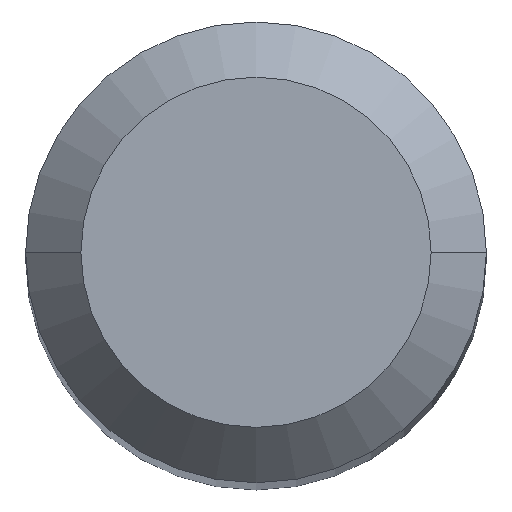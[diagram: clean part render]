
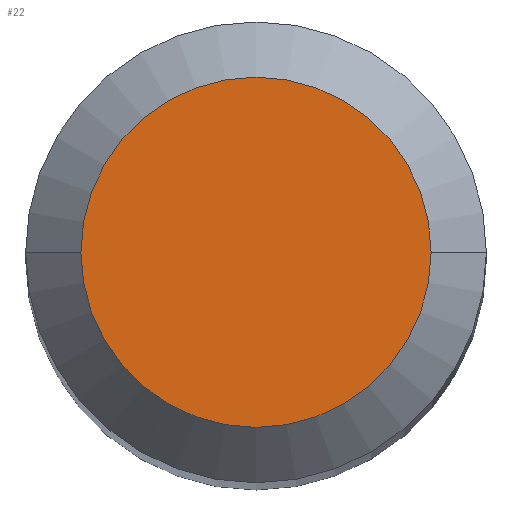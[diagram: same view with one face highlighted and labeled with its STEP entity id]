
A CAD part, top view. The second image highlights one B-rep face of the part: STEP entity #22.
In plain terms, the highlighted planar face has unit normal (0, 0, 1).
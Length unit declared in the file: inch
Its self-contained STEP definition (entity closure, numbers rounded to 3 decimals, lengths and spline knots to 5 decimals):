
#17 = DIRECTION ( 'NONE',  ( 1., 0., 0. ) ) ;
#19 = DIRECTION ( 'NONE',  ( 0., 0., 1. ) ) ;
#22 = ADVANCED_FACE ( 'NONE', ( #136 ), #66, .T. ) ;
#27 = VERTEX_POINT ( 'NONE', #36 ) ;
#28 = AXIS2_PLACEMENT_3D ( 'NONE', #220, #19, #204 ) ;
#36 = CARTESIAN_POINT ( 'NONE',  ( -0.0475, 0., 1.5 ) ) ;
#62 = CIRCLE ( 'NONE', #266, 0.0475 ) ;
#66 = PLANE ( 'NONE',  #103 ) ;
#84 = ORIENTED_EDGE ( 'NONE', *, *, #96, .T. ) ;
#91 = DIRECTION ( 'NONE',  ( 0., 0., 1. ) ) ;
#94 = CARTESIAN_POINT ( 'NONE',  ( 0., 0., 1.5 ) ) ;
#96 = EDGE_CURVE ( 'NONE', #235, #27, #286, .T. ) ;
#103 = AXIS2_PLACEMENT_3D ( 'NONE', #129, #91, #274 ) ;
#104 = EDGE_CURVE ( 'NONE', #27, #235, #62, .T. ) ;
#129 = CARTESIAN_POINT ( 'NONE',  ( 0., 0., 1.5 ) ) ;
#136 = FACE_OUTER_BOUND ( 'NONE', #182, .T. ) ;
#181 = DIRECTION ( 'NONE',  ( 0., 0., 1. ) ) ;
#182 = EDGE_LOOP ( 'NONE', ( #189, #84 ) ) ;
#188 = CARTESIAN_POINT ( 'NONE',  ( 0.0475, 0., 1.5 ) ) ;
#189 = ORIENTED_EDGE ( 'NONE', *, *, #104, .T. ) ;
#204 = DIRECTION ( 'NONE',  ( 1., 0., 0. ) ) ;
#220 = CARTESIAN_POINT ( 'NONE',  ( 0., 0., 1.5 ) ) ;
#235 = VERTEX_POINT ( 'NONE', #188 ) ;
#266 = AXIS2_PLACEMENT_3D ( 'NONE', #94, #181, #17 ) ;
#274 = DIRECTION ( 'NONE',  ( 1., 0., 0. ) ) ;
#286 = CIRCLE ( 'NONE', #28, 0.0475 ) ;
